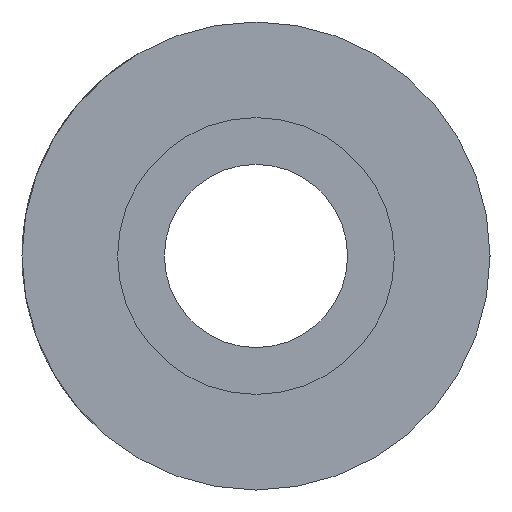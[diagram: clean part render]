
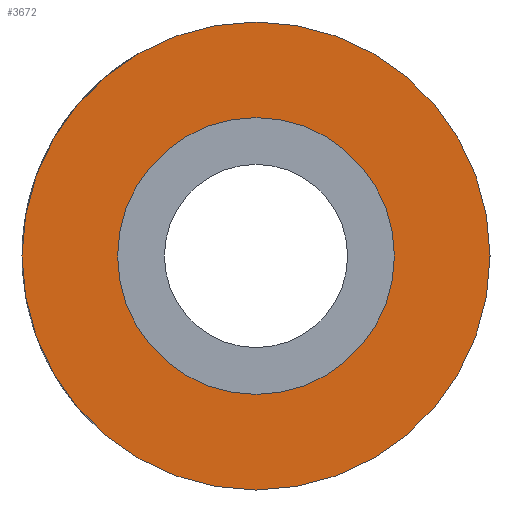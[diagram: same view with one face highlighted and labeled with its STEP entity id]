
A CAD part, left-side view. The second image highlights one B-rep face of the part: STEP entity #3672.
In plain terms, the highlighted planar face has unit normal (-1, 0, 0).
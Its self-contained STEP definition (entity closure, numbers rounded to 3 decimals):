
#58 = FACE_BOUND ( 'NONE', #1721, .T. ) ;
#243 = AXIS2_PLACEMENT_3D ( 'NONE', #8483, #4952, #4175 ) ;
#649 = CARTESIAN_POINT ( 'NONE',  ( 0., 0., -11.5 ) ) ;
#915 = EDGE_CURVE ( 'NONE', #1195, #7123, #6558, .T. ) ;
#1164 = CIRCLE ( 'NONE', #8484, 11.5 ) ;
#1172 = EDGE_LOOP ( 'NONE', ( #5515, #2087 ) ) ;
#1195 = VERTEX_POINT ( 'NONE', #3094 ) ;
#1441 = AXIS2_PLACEMENT_3D ( 'NONE', #8870, #5377, #2015 ) ;
#1721 = EDGE_LOOP ( 'NONE', ( #6225, #5309 ) ) ;
#2015 = DIRECTION ( 'NONE',  ( 0., 0., -1. ) ) ;
#2087 = ORIENTED_EDGE ( 'NONE', *, *, #8348, .T. ) ;
#2396 = VERTEX_POINT ( 'NONE', #649 ) ;
#2520 = DIRECTION ( 'NONE',  ( -1., 0., 0. ) ) ;
#2964 = DIRECTION ( 'NONE',  ( 0., 0., 1. ) ) ;
#3094 = CARTESIAN_POINT ( 'NONE',  ( 0., 0., -6.8 ) ) ;
#3672 = ADVANCED_FACE ( 'NONE', ( #58, #6936 ), #7844, .F. ) ;
#4175 = DIRECTION ( 'NONE',  ( 0., 0., -1. ) ) ;
#4515 = EDGE_CURVE ( 'NONE', #7123, #1195, #9077, .T. ) ;
#4546 = AXIS2_PLACEMENT_3D ( 'NONE', #6063, #2520, #7343 ) ;
#4697 = DIRECTION ( 'NONE',  ( 0., 0., -1. ) ) ;
#4838 = VERTEX_POINT ( 'NONE', #5461 ) ;
#4867 = EDGE_CURVE ( 'NONE', #4838, #2396, #1164, .T. ) ;
#4952 = DIRECTION ( 'NONE',  ( 1., 0., 0. ) ) ;
#5264 = CARTESIAN_POINT ( 'NONE',  ( 0., 0., 0. ) ) ;
#5309 = ORIENTED_EDGE ( 'NONE', *, *, #915, .F. ) ;
#5377 = DIRECTION ( 'NONE',  ( -1., 0., 0. ) ) ;
#5461 = CARTESIAN_POINT ( 'NONE',  ( 0., 0., 11.5 ) ) ;
#5515 = ORIENTED_EDGE ( 'NONE', *, *, #4867, .T. ) ;
#5970 = CARTESIAN_POINT ( 'NONE',  ( 0., 0., 0. ) ) ;
#6063 = CARTESIAN_POINT ( 'NONE',  ( 0., 0., 0. ) ) ;
#6225 = ORIENTED_EDGE ( 'NONE', *, *, #4515, .F. ) ;
#6558 = CIRCLE ( 'NONE', #7013, 6.8 ) ;
#6757 = CIRCLE ( 'NONE', #4546, 11.5 ) ;
#6800 = CARTESIAN_POINT ( 'NONE',  ( 0., 0., 6.8 ) ) ;
#6807 = DIRECTION ( 'NONE',  ( -1., 0., 0. ) ) ;
#6936 = FACE_OUTER_BOUND ( 'NONE', #1172, .T. ) ;
#7013 = AXIS2_PLACEMENT_3D ( 'NONE', #5970, #6807, #4697 ) ;
#7123 = VERTEX_POINT ( 'NONE', #6800 ) ;
#7343 = DIRECTION ( 'NONE',  ( 0., 0., 1. ) ) ;
#7844 = PLANE ( 'NONE',  #243 ) ;
#7972 = DIRECTION ( 'NONE',  ( -1., 0., 0. ) ) ;
#8348 = EDGE_CURVE ( 'NONE', #2396, #4838, #6757, .T. ) ;
#8483 = CARTESIAN_POINT ( 'NONE',  ( 0., 0., 0. ) ) ;
#8484 = AXIS2_PLACEMENT_3D ( 'NONE', #5264, #7972, #2964 ) ;
#8870 = CARTESIAN_POINT ( 'NONE',  ( 0., 0., 0. ) ) ;
#9077 = CIRCLE ( 'NONE', #1441, 6.8 ) ;
